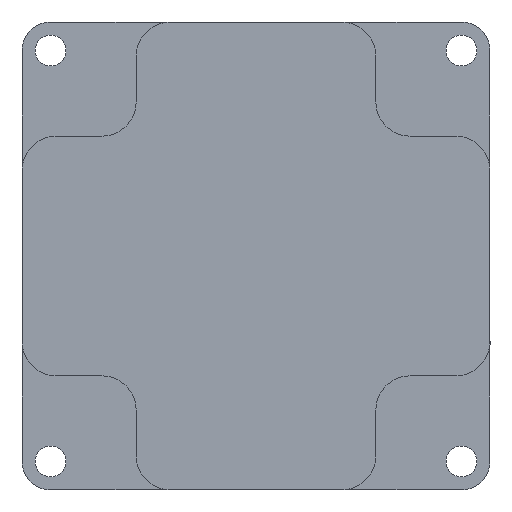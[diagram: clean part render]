
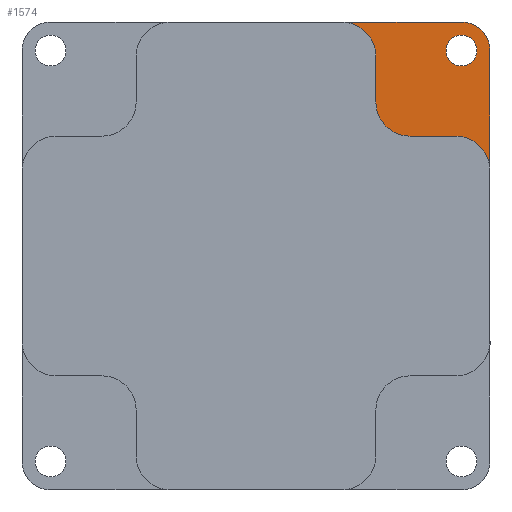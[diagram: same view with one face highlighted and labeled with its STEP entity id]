
A CAD part, front view. The second image highlights one B-rep face of the part: STEP entity #1574.
In plain terms, the highlighted planar face has unit normal (0, -1, 0).
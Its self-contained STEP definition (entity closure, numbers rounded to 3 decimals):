
#7 = VERTEX_POINT ( 'NONE', #565 ) ;
#12 = CARTESIAN_POINT ( 'NONE',  ( 31., -2., -7. ) ) ;
#57 = VERTEX_POINT ( 'NONE', #1853 ) ;
#134 = CARTESIAN_POINT ( 'NONE',  ( 38., -2., -10. ) ) ;
#149 = DIRECTION ( 'NONE',  ( 0., 0., -1. ) ) ;
#193 = VECTOR ( 'NONE', #956, 1000. ) ;
#209 = DIRECTION ( 'NONE',  ( 0., -1., 0. ) ) ;
#214 = CARTESIAN_POINT ( 'NONE',  ( 41., -2., -10. ) ) ;
#225 = DIRECTION ( 'NONE',  ( 0., 1., 0. ) ) ;
#247 = CIRCLE ( 'NONE', #433, 2.5 ) ;
#279 = EDGE_LOOP ( 'NONE', ( #1443, #1698 ) ) ;
#319 = ORIENTED_EDGE ( 'NONE', *, *, #1726, .F. ) ;
#382 = DIRECTION ( 'NONE',  ( 0., 0., -1. ) ) ;
#395 = LINE ( 'NONE', #965, #1386 ) ;
#400 = VERTEX_POINT ( 'NONE', #402 ) ;
#402 = CARTESIAN_POINT ( 'NONE',  ( 34., -2., -10. ) ) ;
#433 = AXIS2_PLACEMENT_3D ( 'NONE', #663, #1384, #2130 ) ;
#459 = EDGE_CURVE ( 'NONE', #979, #764, #1879, .T. ) ;
#504 = DIRECTION ( 'NONE',  ( 0., 1., 0. ) ) ;
#507 = VERTEX_POINT ( 'NONE', #1614 ) ;
#508 = DIRECTION ( 'NONE',  ( 0., 0., -1. ) ) ;
#565 = CARTESIAN_POINT ( 'NONE',  ( 31., -2., -3. ) ) ;
#569 = CARTESIAN_POINT ( 'NONE',  ( 41., -2., -13. ) ) ;
#596 = CARTESIAN_POINT ( 'NONE',  ( 38., -2., -10. ) ) ;
#646 = VERTEX_POINT ( 'NONE', #134 ) ;
#663 = CARTESIAN_POINT ( 'NONE',  ( 38.5, -2., -2.5 ) ) ;
#664 = LINE ( 'NONE', #844, #2284 ) ;
#694 = DIRECTION ( 'NONE',  ( 0., 0., -1. ) ) ;
#715 = CARTESIAN_POINT ( 'NONE',  ( 41., -2., -2.5 ) ) ;
#764 = VERTEX_POINT ( 'NONE', #715 ) ;
#778 = CIRCLE ( 'NONE', #2033, 3. ) ;
#793 = DIRECTION ( 'NONE',  ( 0., 0., -1. ) ) ;
#844 = CARTESIAN_POINT ( 'NONE',  ( 31., -2., -3. ) ) ;
#896 = CIRCLE ( 'NONE', #2333, 3. ) ;
#925 = AXIS2_PLACEMENT_3D ( 'NONE', #1824, #1314, #508 ) ;
#936 = DIRECTION ( 'NONE',  ( 0., 1., 0. ) ) ;
#941 = EDGE_CURVE ( 'NONE', #1974, #400, #1789, .T. ) ;
#956 = DIRECTION ( 'NONE',  ( 0., 0., 1. ) ) ;
#965 = CARTESIAN_POINT ( 'NONE',  ( 41., -2., 0. ) ) ;
#979 = VERTEX_POINT ( 'NONE', #569 ) ;
#981 = AXIS2_PLACEMENT_3D ( 'NONE', #2010, #2385, #694 ) ;
#1000 = PLANE ( 'NONE',  #1035 ) ;
#1020 = EDGE_CURVE ( 'NONE', #57, #2209, #1357, .T. ) ;
#1035 = AXIS2_PLACEMENT_3D ( 'NONE', #1744, #209, #1540 ) ;
#1111 = ORIENTED_EDGE ( 'NONE', *, *, #2308, .T. ) ;
#1138 = ORIENTED_EDGE ( 'NONE', *, *, #1665, .T. ) ;
#1229 = EDGE_CURVE ( 'NONE', #646, #979, #778, .T. ) ;
#1277 = EDGE_CURVE ( 'NONE', #2209, #57, #1305, .T. ) ;
#1305 = CIRCLE ( 'NONE', #981, 1.35 ) ;
#1314 = DIRECTION ( 'NONE',  ( 0., -1., 0. ) ) ;
#1333 = CARTESIAN_POINT ( 'NONE',  ( 28., -2., -3. ) ) ;
#1341 = ORIENTED_EDGE ( 'NONE', *, *, #459, .T. ) ;
#1342 = ORIENTED_EDGE ( 'NONE', *, *, #2382, .T. ) ;
#1357 = CIRCLE ( 'NONE', #1678, 1.35 ) ;
#1384 = DIRECTION ( 'NONE',  ( 0., 1., 0. ) ) ;
#1386 = VECTOR ( 'NONE', #1721, 1000. ) ;
#1443 = ORIENTED_EDGE ( 'NONE', *, *, #1020, .T. ) ;
#1456 = CARTESIAN_POINT ( 'NONE',  ( 38., -2., -13. ) ) ;
#1498 = FACE_OUTER_BOUND ( 'NONE', #1605, .T. ) ;
#1540 = DIRECTION ( 'NONE',  ( 0., 0., -1. ) ) ;
#1574 = ADVANCED_FACE ( 'NONE', ( #1498, #2241 ), #1000, .T. ) ;
#1605 = EDGE_LOOP ( 'NONE', ( #2334, #1111, #1342, #2107, #1138, #2063, #1341, #319 ) ) ;
#1614 = CARTESIAN_POINT ( 'NONE',  ( 38.5, -2., 0. ) ) ;
#1639 = VERTEX_POINT ( 'NONE', #1704 ) ;
#1646 = EDGE_CURVE ( 'NONE', #507, #1639, #395, .T. ) ;
#1665 = EDGE_CURVE ( 'NONE', #400, #646, #1930, .T. ) ;
#1678 = AXIS2_PLACEMENT_3D ( 'NONE', #2238, #936, #382 ) ;
#1698 = ORIENTED_EDGE ( 'NONE', *, *, #1277, .T. ) ;
#1704 = CARTESIAN_POINT ( 'NONE',  ( 28., -2., 0. ) ) ;
#1721 = DIRECTION ( 'NONE',  ( -1., 0., 0. ) ) ;
#1726 = EDGE_CURVE ( 'NONE', #507, #764, #247, .T. ) ;
#1744 = CARTESIAN_POINT ( 'NONE',  ( 28., -2., -3. ) ) ;
#1789 = CIRCLE ( 'NONE', #925, 3. ) ;
#1812 = DIRECTION ( 'NONE',  ( 0., 0., -1. ) ) ;
#1824 = CARTESIAN_POINT ( 'NONE',  ( 34., -2., -7. ) ) ;
#1853 = CARTESIAN_POINT ( 'NONE',  ( 38.5, -2., -3.85 ) ) ;
#1879 = LINE ( 'NONE', #214, #193 ) ;
#1930 = LINE ( 'NONE', #596, #2147 ) ;
#1974 = VERTEX_POINT ( 'NONE', #12 ) ;
#2010 = CARTESIAN_POINT ( 'NONE',  ( 38.5, -2., -2.5 ) ) ;
#2033 = AXIS2_PLACEMENT_3D ( 'NONE', #1456, #504, #149 ) ;
#2063 = ORIENTED_EDGE ( 'NONE', *, *, #1229, .T. ) ;
#2079 = DIRECTION ( 'NONE',  ( 1., 0., 0. ) ) ;
#2107 = ORIENTED_EDGE ( 'NONE', *, *, #941, .T. ) ;
#2130 = DIRECTION ( 'NONE',  ( 0., 0., -1. ) ) ;
#2147 = VECTOR ( 'NONE', #2079, 1000. ) ;
#2209 = VERTEX_POINT ( 'NONE', #2318 ) ;
#2238 = CARTESIAN_POINT ( 'NONE',  ( 38.5, -2., -2.5 ) ) ;
#2241 = FACE_BOUND ( 'NONE', #279, .T. ) ;
#2284 = VECTOR ( 'NONE', #1812, 1000. ) ;
#2308 = EDGE_CURVE ( 'NONE', #1639, #7, #896, .T. ) ;
#2318 = CARTESIAN_POINT ( 'NONE',  ( 38.5, -2., -1.15 ) ) ;
#2333 = AXIS2_PLACEMENT_3D ( 'NONE', #1333, #225, #793 ) ;
#2334 = ORIENTED_EDGE ( 'NONE', *, *, #1646, .T. ) ;
#2382 = EDGE_CURVE ( 'NONE', #7, #1974, #664, .T. ) ;
#2385 = DIRECTION ( 'NONE',  ( 0., 1., 0. ) ) ;
